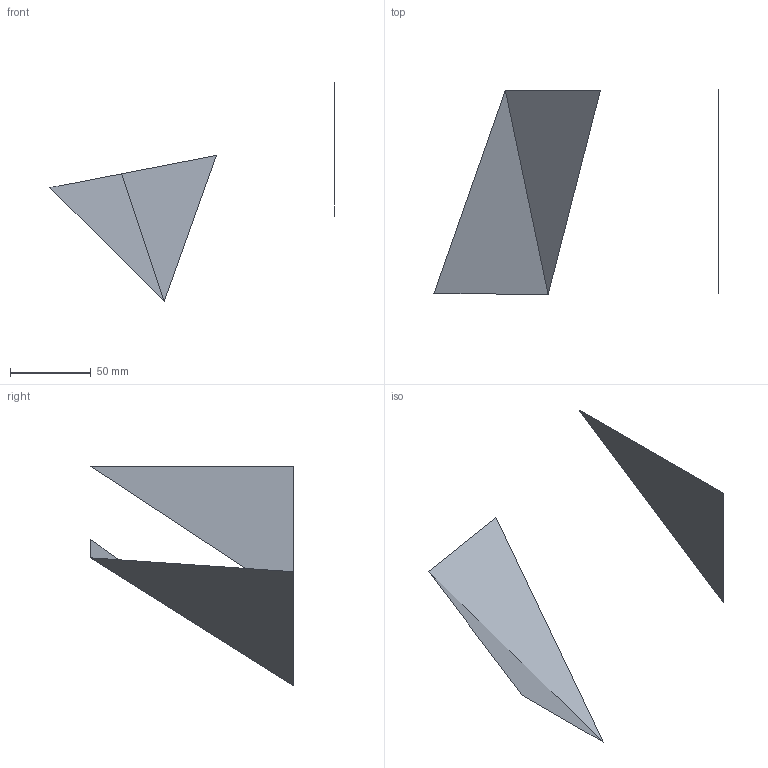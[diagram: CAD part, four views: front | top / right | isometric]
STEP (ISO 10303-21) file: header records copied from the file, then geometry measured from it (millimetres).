
FILE_DESCRIPTION(/* description */ (''),/* implementation_level */ '2;1');
FILE_NAME(/* name */ 'D064811080_28BGR_RevA.stp',/* time_stamp */ '2021-04-07T07:05:17+02:00',/* author */ ('MMIC'),/* organization */ (''),/* preprocessor_version */ 'ST-DEVELOPER v18.1',/* originating_system */ 'Autodesk Inventor 2021',/* authorisation */ '');
FILE_SCHEMA (('AUTOMOTIVE_DESIGN { 1 0 10303 214 3 1 1 }'));
Length unit declared in the file: millimetre
Products named in the file (1): D064811080_28BGR_RevA
Bounding box: 175.63 x 126 x 135.87 mm (x, y, z)
Surface area: 16324.9 mm2 (no closed solid volume)
Topology: 0 solids, 2 shells, 3 faces, 8 edges, 7 vertices
Faces by surface type: plane 3
Entity records: 179 total; most frequent: CARTESIAN_POINT 65, DIRECTION 14, ORIENTED_EDGE 9, EDGE_CURVE 8, VERTEX_POINT 7, LINE 6, VECTOR 6, AXIS2_PLACEMENT_3D 4
